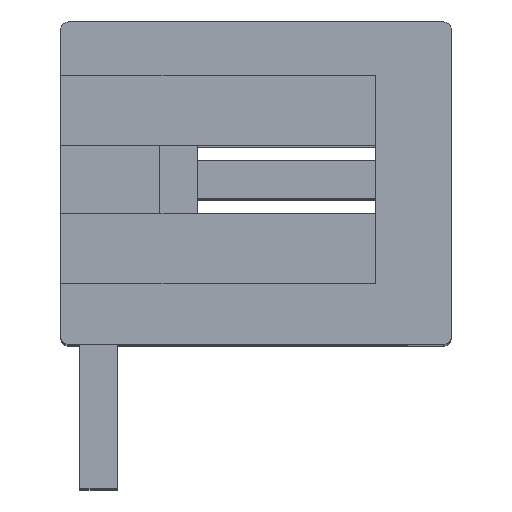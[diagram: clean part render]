
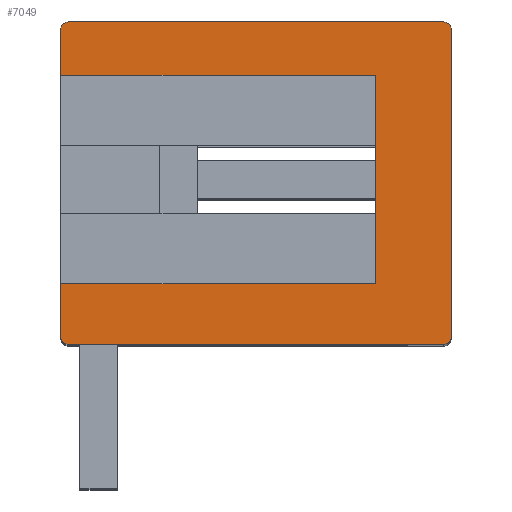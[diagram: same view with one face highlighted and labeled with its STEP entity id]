
A CAD part, top view. The second image highlights one B-rep face of the part: STEP entity #7049.
In plain terms, the highlighted planar face has unit normal (0, 0, 1).
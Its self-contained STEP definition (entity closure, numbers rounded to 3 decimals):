
#40=CIRCLE('',#7329,0.2);
#41=CIRCLE('',#7330,0.2);
#42=CIRCLE('',#7331,0.2);
#43=CIRCLE('',#7332,0.2);
#304=ORIENTED_EDGE('',*,*,#1695,.T.);
#305=ORIENTED_EDGE('',*,*,#1810,.F.);
#306=ORIENTED_EDGE('',*,*,#1811,.T.);
#307=ORIENTED_EDGE('',*,*,#1812,.T.);
#308=ORIENTED_EDGE('',*,*,#1803,.T.);
#309=ORIENTED_EDGE('',*,*,#1813,.T.);
#310=ORIENTED_EDGE('',*,*,#1814,.T.);
#311=ORIENTED_EDGE('',*,*,#1815,.T.);
#312=ORIENTED_EDGE('',*,*,#1816,.T.);
#313=ORIENTED_EDGE('',*,*,#1817,.T.);
#314=ORIENTED_EDGE('',*,*,#1818,.T.);
#315=ORIENTED_EDGE('',*,*,#1819,.T.);
#1695=EDGE_CURVE('',#2449,#2448,#2950,.T.);
#1803=EDGE_CURVE('',#2557,#2556,#3058,.T.);
#1810=EDGE_CURVE('',#2563,#2448,#3065,.T.);
#1811=EDGE_CURVE('',#2563,#2564,#3066,.T.);
#1812=EDGE_CURVE('',#2564,#2557,#3067,.T.);
#1813=EDGE_CURVE('',#2556,#2565,#40,.T.);
#1814=EDGE_CURVE('',#2565,#2566,#3068,.T.);
#1815=EDGE_CURVE('',#2566,#2567,#41,.T.);
#1816=EDGE_CURVE('',#2567,#2568,#3069,.T.);
#1817=EDGE_CURVE('',#2568,#2569,#42,.T.);
#1818=EDGE_CURVE('',#2569,#2570,#3070,.T.);
#1819=EDGE_CURVE('',#2570,#2449,#43,.T.);
#2448=VERTEX_POINT('',#9204);
#2449=VERTEX_POINT('',#9206);
#2556=VERTEX_POINT('',#9420);
#2557=VERTEX_POINT('',#9422);
#2563=VERTEX_POINT('',#9436);
#2564=VERTEX_POINT('',#9438);
#2565=VERTEX_POINT('',#9441);
#2566=VERTEX_POINT('',#9443);
#2567=VERTEX_POINT('',#9445);
#2568=VERTEX_POINT('',#9447);
#2569=VERTEX_POINT('',#9449);
#2570=VERTEX_POINT('',#9451);
#2950=LINE('',#9205,#3663);
#3058=LINE('',#9421,#3771);
#3065=LINE('',#9435,#3778);
#3066=LINE('',#9437,#3779);
#3067=LINE('',#9439,#3780);
#3068=LINE('',#9442,#3781);
#3069=LINE('',#9446,#3782);
#3070=LINE('',#9450,#3783);
#3663=VECTOR('',#7763,1000.);
#3771=VECTOR('',#7871,1000.);
#3778=VECTOR('',#7880,1000.);
#3779=VECTOR('',#7881,1000.);
#3780=VECTOR('',#7882,1000.);
#3781=VECTOR('',#7885,1000.);
#3782=VECTOR('',#7888,1000.);
#3783=VECTOR('',#7891,1000.);
#4293=EDGE_LOOP('',(#304,#305,#306,#307,#308,#309,#310,#311,#312,#313,#314,
#315));
#4592=FACE_BOUND('',#4293,.T.);
#4875=PLANE('',#7328);
#7049=ADVANCED_FACE('',(#4592),#4875,.T.);
#7328=AXIS2_PLACEMENT_3D('',#9434,#7878,#7879);
#7329=AXIS2_PLACEMENT_3D('',#9440,#7883,#7884);
#7330=AXIS2_PLACEMENT_3D('',#9444,#7886,#7887);
#7331=AXIS2_PLACEMENT_3D('',#9448,#7889,#7890);
#7332=AXIS2_PLACEMENT_3D('',#9452,#7892,#7893);
#7763=DIRECTION('',(0.,-1.,0.));
#7871=DIRECTION('',(0.,-1.,0.));
#7878=DIRECTION('',(0.,0.,1.));
#7879=DIRECTION('',(1.,0.,0.));
#7880=DIRECTION('',(-1.,0.,0.));
#7881=DIRECTION('',(0.,-1.,0.));
#7882=DIRECTION('',(-1.,0.,0.));
#7883=DIRECTION('',(0.,0.,1.));
#7884=DIRECTION('',(1.,0.,0.));
#7885=DIRECTION('',(1.,0.,0.));
#7886=DIRECTION('',(0.,0.,1.));
#7887=DIRECTION('',(1.,0.,0.));
#7888=DIRECTION('',(0.,1.,0.));
#7889=DIRECTION('',(0.,0.,1.));
#7890=DIRECTION('',(1.,0.,0.));
#7891=DIRECTION('',(-1.,0.,0.));
#7892=DIRECTION('',(0.,0.,1.));
#7893=DIRECTION('',(1.,0.,0.));
#9204=CARTESIAN_POINT('',(-1.,7.1,30.4));
#9205=CARTESIAN_POINT('',(-1.,8.3,30.4));
#9206=CARTESIAN_POINT('',(-1.,8.3,30.4));
#9420=CARTESIAN_POINT('',(-1.,0.2,30.4));
#9421=CARTESIAN_POINT('',(-1.,8.3,30.4));
#9422=CARTESIAN_POINT('',(-1.,1.6,30.4));
#9434=CARTESIAN_POINT('',(-0.8,8.3,30.4));
#9435=CARTESIAN_POINT('',(7.3,7.1,30.4));
#9436=CARTESIAN_POINT('',(7.3,7.1,30.4));
#9437=CARTESIAN_POINT('',(7.3,7.1,30.4));
#9438=CARTESIAN_POINT('',(7.3,1.6,30.4));
#9439=CARTESIAN_POINT('',(7.3,1.6,30.4));
#9440=CARTESIAN_POINT('',(-0.8,0.2,30.4));
#9441=CARTESIAN_POINT('',(-0.8,0.,30.4));
#9442=CARTESIAN_POINT('',(-0.8,0.,30.4));
#9443=CARTESIAN_POINT('',(9.1,0.,30.4));
#9444=CARTESIAN_POINT('',(9.1,0.2,30.4));
#9445=CARTESIAN_POINT('',(9.3,0.2,30.4));
#9446=CARTESIAN_POINT('',(9.3,0.2,30.4));
#9447=CARTESIAN_POINT('',(9.3,8.3,30.4));
#9448=CARTESIAN_POINT('',(9.1,8.3,30.4));
#9449=CARTESIAN_POINT('',(9.1,8.5,30.4));
#9450=CARTESIAN_POINT('',(9.1,8.5,30.4));
#9451=CARTESIAN_POINT('',(-0.8,8.5,30.4));
#9452=CARTESIAN_POINT('',(-0.8,8.3,30.4));
